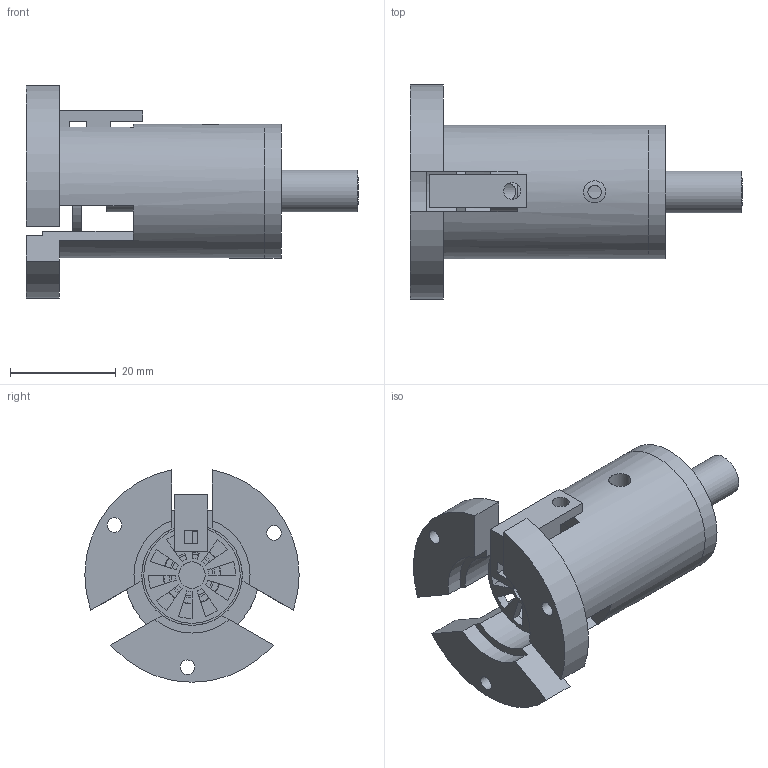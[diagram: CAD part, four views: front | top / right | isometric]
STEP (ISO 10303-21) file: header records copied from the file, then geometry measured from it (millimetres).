
FILE_DESCRIPTION(/* description */ (''),/* implementation_level */ '2;1');
FILE_NAME(/* name */ 'SpinCoater Rev4 v14.step',/* time_stamp */ '2016-07-26T21:20:10-07:00',/* author */ (''),/* organization */ (''),/* preprocessor_version */ 'ST-DEVELOPER v16.5',/* originating_system */ 'Autodesk Translation Framework v5.1.0.3141',/* authorisation */ '');
FILE_SCHEMA (('AUTOMOTIVE_DESIGN { 1 0 10303 214 3 1 1 }'));
Length unit declared in the file: centimetre
Products named in the file (7): SpinCoater Rev4 v14; Spindle; LowerSpringDisk; UpperSpringDisk; Collar; Cap; Component7
Assembly tree (6 placements, depth 2):
  SpinCoater Rev4 v14
    Spindle
    LowerSpringDisk
    UpperSpringDisk
    Collar
    Cap
    Component7
Bounding box: 62.94 x 40.64 x 40.28 mm (x, y, z)
Volume: 19232.6 mm3; surface area: 16092.2 mm2
Topology: 7 solids, 7 shells, 147 faces, 366 edges, 240 vertices
Faces by surface type: plane 82, cylinder 61, cone 4
Full cylindrical faces by diameter (mm): 2.54 x6, 2.778 x3, 3.175 x1, 3.3 x1, 4.2 x1, 5 x2, 5.08 x1, 7.938 x2, 8.7 x2, 10.731 x1, 10.732 x1, 10.986 x1, 11.239 x1, 15.908 x2, 16.51 x1, 18.288 x1, 18.321 x4, 18.448 x1, 19.05 x1, 25.4 x2
Entity records: 4838 total; most frequent: CARTESIAN_POINT 1155, DIRECTION 756, ORIENTED_EDGE 650, EDGE_CURVE 325, AXIS2_PLACEMENT_3D 287, EDGE_LOOP 251, VERTEX_POINT 238, LINE 182
